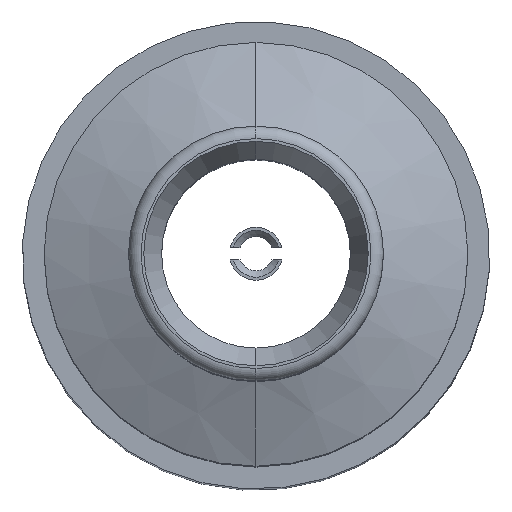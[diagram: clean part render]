
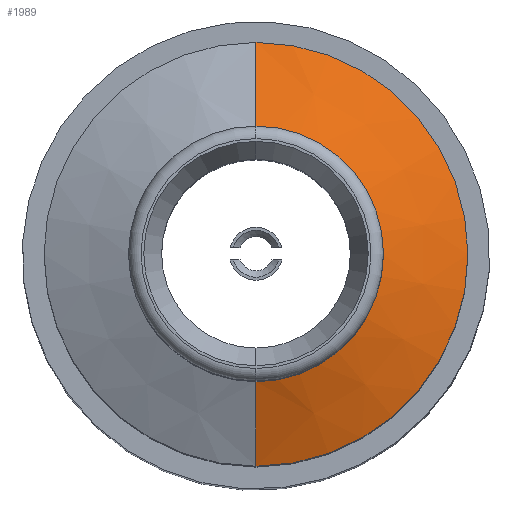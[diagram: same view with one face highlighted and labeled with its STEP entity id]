
A CAD part, top view. The second image highlights one B-rep face of the part: STEP entity #1989.
In plain terms, the highlighted conical face has half-angle 67.858 degrees and reference radius 3.4 mm.
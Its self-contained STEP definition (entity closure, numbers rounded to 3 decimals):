
#4 = ORIENTED_EDGE ( 'NONE', *, *, #3394, .T. ) ;
#159 = EDGE_LOOP ( 'NONE', ( #4, #2088, #2190, #3279 ) ) ;
#366 = CARTESIAN_POINT ( 'NONE',  ( 0., 0., 12.949 ) ) ;
#377 = DIRECTION ( 'NONE',  ( 0., -0.926, -0.377 ) ) ;
#479 = VERTEX_POINT ( 'NONE', #3930 ) ;
#534 = CARTESIAN_POINT ( 'NONE',  ( 0., 0., 13.5 ) ) ;
#772 = LINE ( 'NONE', #1838, #3318 ) ;
#808 = CONICAL_SURFACE ( 'NONE', #819, 3.4, 1.184 ) ;
#819 = AXIS2_PLACEMENT_3D ( 'NONE', #3673, #1463, #4419 ) ;
#1104 = VERTEX_POINT ( 'NONE', #2394 ) ;
#1292 = DIRECTION ( 'NONE',  ( 0., 1., 0. ) ) ;
#1463 = DIRECTION ( 'NONE',  ( 0., 0., -1. ) ) ;
#1550 = DIRECTION ( 'NONE',  ( 0., 0.926, -0.377 ) ) ;
#1569 = DIRECTION ( 'NONE',  ( 0., 0., -1. ) ) ;
#1604 = AXIS2_PLACEMENT_3D ( 'NONE', #366, #1569, #2976 ) ;
#1838 = CARTESIAN_POINT ( 'NONE',  ( 0., 3.4, 12.949 ) ) ;
#1989 = ADVANCED_FACE ( 'NONE', ( #4773 ), #808, .T. ) ;
#2009 = DIRECTION ( 'NONE',  ( 0., 0., -1. ) ) ;
#2088 = ORIENTED_EDGE ( 'NONE', *, *, #4458, .T. ) ;
#2190 = ORIENTED_EDGE ( 'NONE', *, *, #3627, .F. ) ;
#2394 = CARTESIAN_POINT ( 'NONE',  ( 0., 3.4, 12.949 ) ) ;
#2484 = CARTESIAN_POINT ( 'NONE',  ( 0., -2.045, 13.5 ) ) ;
#2581 = LINE ( 'NONE', #3707, #2733 ) ;
#2733 = VECTOR ( 'NONE', #377, 1000. ) ;
#2976 = DIRECTION ( 'NONE',  ( 0., 1., 0. ) ) ;
#3019 = VERTEX_POINT ( 'NONE', #2484 ) ;
#3246 = CIRCLE ( 'NONE', #1604, 3.4 ) ;
#3279 = ORIENTED_EDGE ( 'NONE', *, *, #3668, .F. ) ;
#3318 = VECTOR ( 'NONE', #1550, 1000. ) ;
#3390 = CARTESIAN_POINT ( 'NONE',  ( 0., 2.045, 13.5 ) ) ;
#3394 = EDGE_CURVE ( 'NONE', #4383, #3019, #4085, .T. ) ;
#3627 = EDGE_CURVE ( 'NONE', #1104, #479, #3246, .T. ) ;
#3668 = EDGE_CURVE ( 'NONE', #4383, #1104, #772, .T. ) ;
#3673 = CARTESIAN_POINT ( 'NONE',  ( 0., 0., 12.949 ) ) ;
#3707 = CARTESIAN_POINT ( 'NONE',  ( 0., -3.4, 12.949 ) ) ;
#3930 = CARTESIAN_POINT ( 'NONE',  ( 0., -3.4, 12.949 ) ) ;
#4085 = CIRCLE ( 'NONE', #4695, 2.045 ) ;
#4383 = VERTEX_POINT ( 'NONE', #3390 ) ;
#4419 = DIRECTION ( 'NONE',  ( 0., 1., 0. ) ) ;
#4458 = EDGE_CURVE ( 'NONE', #3019, #479, #2581, .T. ) ;
#4695 = AXIS2_PLACEMENT_3D ( 'NONE', #534, #2009, #1292 ) ;
#4773 = FACE_OUTER_BOUND ( 'NONE', #159, .T. ) ;
